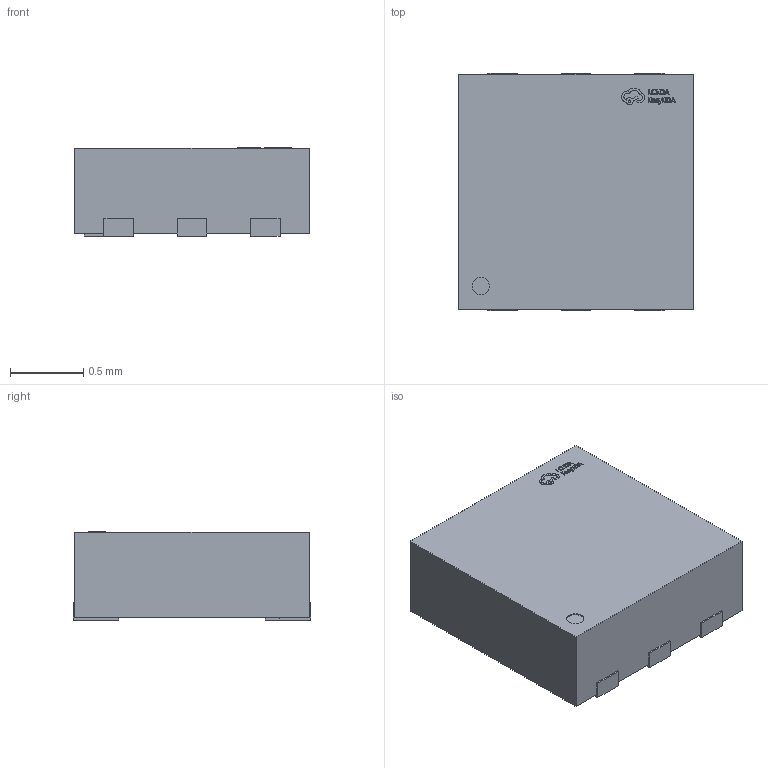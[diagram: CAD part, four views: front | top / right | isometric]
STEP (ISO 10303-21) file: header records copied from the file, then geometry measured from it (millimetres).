
FILE_DESCRIPTION (( 'STEP AP214' ), '1' );
FILE_NAME ('USON-6_L1.6-W1.6-P0.50-BL.step', '2022-07-26T09:29:08', ( '' ), ( '' ), 'SwSTEP 2.0', 'SolidWorks 2020', '' );
FILE_SCHEMA (( 'AUTOMOTIVE_DESIGN' ));
Length unit declared in the file: millimetre
Products named in the file (1): USON-6_L1.6-W1.6-P0.50-BL
Bounding box: 1.6 x 1.62 x 0.6 mm (x, y, z)
Volume: 1.5 mm3; surface area: 9.1 mm2
Topology: 14 solids, 14 shells, 337 faces, 903 edges, 602 vertices
Faces by surface type: plane 223, bspline 112, cylinder 2
Entity records: 15495 total; most frequent: CARTESIAN_POINT 3947, ORIENTED_EDGE 1806, DIRECTION 1131, EDGE_CURVE 903, LINE 671, VECTOR 671, VERTEX_POINT 602, EDGE_LOOP 357
